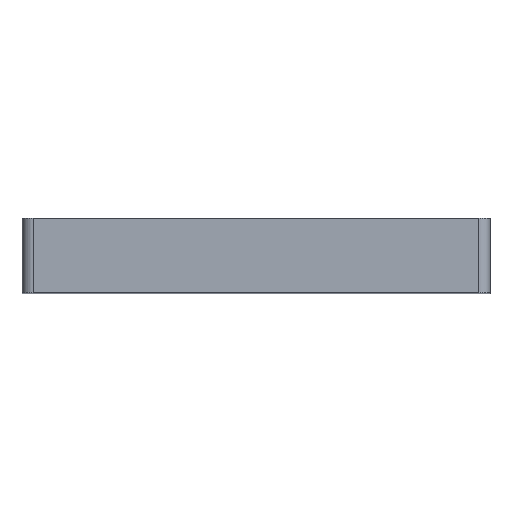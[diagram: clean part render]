
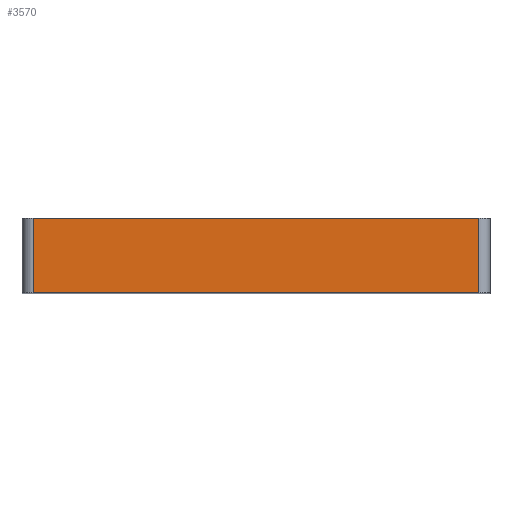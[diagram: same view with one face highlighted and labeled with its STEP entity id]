
A CAD part, top view. The second image highlights one B-rep face of the part: STEP entity #3570.
In plain terms, the highlighted planar face has unit normal (0, 0, 1).
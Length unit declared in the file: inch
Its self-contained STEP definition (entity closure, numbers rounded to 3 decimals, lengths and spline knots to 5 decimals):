
#319=FACE_OUTER_BOUND('',#534,.T.);
#534=EDGE_LOOP('',(#2570,#2571,#2572,#2573));
#744=LINE('',#4562,#1108);
#751=LINE('',#4594,#1115);
#827=LINE('',#5139,#1191);
#829=LINE('',#5142,#1193);
#1108=VECTOR('',#3925,0.3937);
#1115=VECTOR('',#3954,0.3937);
#1191=VECTOR('',#4046,0.3937);
#1193=VECTOR('',#4050,0.3937);
#1469=VERTEX_POINT('',#4559);
#1470=VERTEX_POINT('',#4561);
#1483=VERTEX_POINT('',#4591);
#1484=VERTEX_POINT('',#4593);
#1838=EDGE_CURVE('',#1469,#1470,#744,.T.);
#1854=EDGE_CURVE('',#1483,#1484,#751,.T.);
#1999=EDGE_CURVE('',#1470,#1483,#827,.T.);
#2001=EDGE_CURVE('',#1484,#1469,#829,.T.);
#2570=ORIENTED_EDGE('',*,*,#1999,.F.);
#2571=ORIENTED_EDGE('',*,*,#1838,.F.);
#2572=ORIENTED_EDGE('',*,*,#2001,.F.);
#2573=ORIENTED_EDGE('',*,*,#1854,.F.);
#3461=PLANE('',#3785);
#3570=ADVANCED_FACE('',(#319),#3461,.T.);
#3785=AXIS2_PLACEMENT_3D('',#5141,#4048,#4049);
#3925=DIRECTION('',(1.,0.,0.));
#3954=DIRECTION('',(-1.,0.,0.));
#4046=DIRECTION('',(0.,-1.,0.));
#4048=DIRECTION('center_axis',(0.,0.,1.));
#4049=DIRECTION('ref_axis',(1.,0.,0.));
#4050=DIRECTION('',(0.,1.,0.));
#4559=CARTESIAN_POINT('',(-1.53024,0.12572,2.3957));
#4561=CARTESIAN_POINT('',(1.53334,0.12572,2.3957));
#4562=CARTESIAN_POINT('',(1.61208,0.12572,2.3957));
#4591=CARTESIAN_POINT('',(1.53334,-0.38609,2.3957));
#4593=CARTESIAN_POINT('',(-1.53024,-0.38609,2.3957));
#4594=CARTESIAN_POINT('',(1.61208,-0.38609,2.3957));
#5139=CARTESIAN_POINT('',(1.53334,-0.38609,2.3957));
#5141=CARTESIAN_POINT('Origin',(-1.60898,-0.38609,2.3957));
#5142=CARTESIAN_POINT('',(-1.53024,-0.38609,2.3957));
